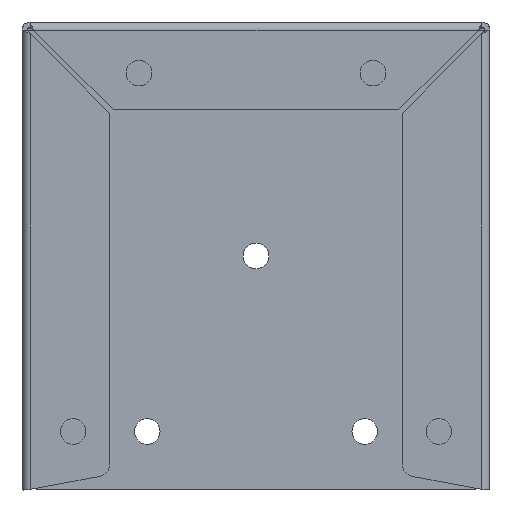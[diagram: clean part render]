
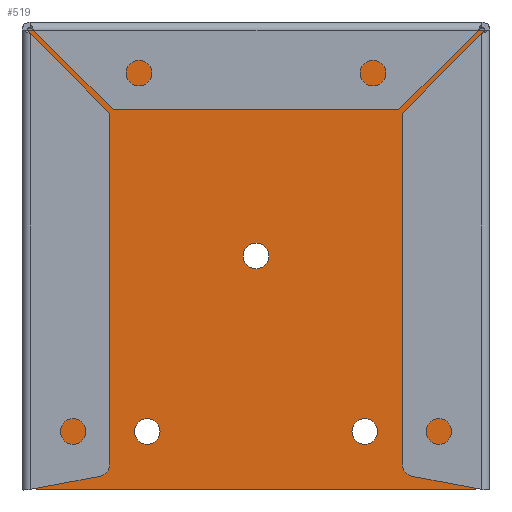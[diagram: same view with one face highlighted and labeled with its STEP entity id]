
A CAD part, front view. The second image highlights one B-rep face of the part: STEP entity #519.
In plain terms, the highlighted planar face has unit normal (0, -1, 0).
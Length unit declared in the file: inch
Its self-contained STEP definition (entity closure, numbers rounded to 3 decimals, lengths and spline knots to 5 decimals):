
#3 = ORIENTED_EDGE ( 'NONE', *, *, #448, .T. ) ;
#32 = CARTESIAN_POINT ( 'NONE',  ( 2.141, 17.81, 1.00047 ) ) ;
#48 = VECTOR ( 'NONE', #516, 39.37008 ) ;
#52 = VERTEX_POINT ( 'NONE', #2068 ) ;
#54 = VERTEX_POINT ( 'NONE', #1875 ) ;
#60 = EDGE_CURVE ( 'NONE', #2186, #337, #176, .T. ) ;
#94 = CIRCLE ( 'NONE', #1487, 0.2185 ) ;
#117 = ORIENTED_EDGE ( 'NONE', *, *, #361, .T. ) ;
#136 = ORIENTED_EDGE ( 'NONE', *, *, #2389, .T. ) ;
#162 = FACE_OUTER_BOUND ( 'NONE', #2216, .T. ) ;
#171 = CIRCLE ( 'NONE', #906, 0.22 ) ;
#176 = CIRCLE ( 'NONE', #379, 0.22 ) ;
#185 = DIRECTION ( 'NONE',  ( 0., 0., -1. ) ) ;
#204 = EDGE_CURVE ( 'NONE', #1054, #54, #2132, .T. ) ;
#211 = CIRCLE ( 'NONE', #913, 0.2185 ) ;
#246 = EDGE_CURVE ( 'NONE', #1503, #676, #2210, .T. ) ;
#275 = ORIENTED_EDGE ( 'NONE', *, *, #2475, .F. ) ;
#295 = VECTOR ( 'NONE', #945, 39.37008 ) ;
#337 = VERTEX_POINT ( 'NONE', #1369 ) ;
#342 = FACE_BOUND ( 'NONE', #2397, .T. ) ;
#346 = LINE ( 'NONE', #1714, #295 ) ;
#361 = EDGE_CURVE ( 'NONE', #52, #730, #570, .T. ) ;
#363 = DIRECTION ( 'NONE',  ( 0., 0., -1. ) ) ;
#379 = AXIS2_PLACEMENT_3D ( 'NONE', #2234, #1684, #2490 ) ;
#448 = EDGE_CURVE ( 'NONE', #54, #1054, #2264, .T. ) ;
#451 = ORIENTED_EDGE ( 'NONE', *, *, #204, .T. ) ;
#478 = ORIENTED_EDGE ( 'NONE', *, *, #246, .T. ) ;
#508 = EDGE_CURVE ( 'NONE', #676, #1503, #211, .T. ) ;
#514 = ORIENTED_EDGE ( 'NONE', *, *, #2291, .T. ) ;
#516 = DIRECTION ( 'NONE',  ( -1., 0., 0. ) ) ;
#519 = ADVANCED_FACE ( 'NONE', ( #162, #942, #1713, #342 ), #2501, .T. ) ;
#528 = ORIENTED_EDGE ( 'NONE', *, *, #2165, .T. ) ;
#538 = CARTESIAN_POINT ( 'NONE',  ( 0.09508, 17.81, 7.857 ) ) ;
#570 = LINE ( 'NONE', #2313, #614 ) ;
#595 = CARTESIAN_POINT ( 'NONE',  ( 4., 17.81, 4.21897 ) ) ;
#599 = ORIENTED_EDGE ( 'NONE', *, *, #728, .T. ) ;
#614 = VECTOR ( 'NONE', #1353, 39.37008 ) ;
#676 = VERTEX_POINT ( 'NONE', #2439 ) ;
#723 = DIRECTION ( 'NONE',  ( 0., 1., 0. ) ) ;
#728 = EDGE_CURVE ( 'NONE', #730, #739, #729, .T. ) ;
#729 = LINE ( 'NONE', #1496, #48 ) ;
#730 = VERTEX_POINT ( 'NONE', #1299 ) ;
#739 = VERTEX_POINT ( 'NONE', #538 ) ;
#767 = CARTESIAN_POINT ( 'NONE',  ( 4., 17.81, 4.00047 ) ) ;
#813 = ORIENTED_EDGE ( 'NONE', *, *, #508, .T. ) ;
#829 = VERTEX_POINT ( 'NONE', #1469 ) ;
#867 = AXIS2_PLACEMENT_3D ( 'NONE', #32, #2205, #2163 ) ;
#906 = AXIS2_PLACEMENT_3D ( 'NONE', #1296, #2457, #2072 ) ;
#913 = AXIS2_PLACEMENT_3D ( 'NONE', #1511, #2288, #1313 ) ;
#942 = FACE_BOUND ( 'NONE', #2392, .T. ) ;
#945 = DIRECTION ( 'NONE',  ( 0., 0., 1. ) ) ;
#1046 = CARTESIAN_POINT ( 'NONE',  ( 5.859, 17.81, 0.78197 ) ) ;
#1054 = VERTEX_POINT ( 'NONE', #595 ) ;
#1137 = CARTESIAN_POINT ( 'NONE',  ( 4., 17.81, 4.00047 ) ) ;
#1146 = DIRECTION ( 'NONE',  ( 0., 0., -1. ) ) ;
#1169 = LINE ( 'NONE', #2496, #2377 ) ;
#1236 = AXIS2_PLACEMENT_3D ( 'NONE', #767, #1887, #2108 ) ;
#1282 = AXIS2_PLACEMENT_3D ( 'NONE', #1137, #1736, #1146 ) ;
#1296 = CARTESIAN_POINT ( 'NONE',  ( 7.68492, 17.81, 0.22047 ) ) ;
#1299 = CARTESIAN_POINT ( 'NONE',  ( 7.90492, 17.81, 7.857 ) ) ;
#1313 = DIRECTION ( 'NONE',  ( 0., 0., -1. ) ) ;
#1353 = DIRECTION ( 'NONE',  ( 0., 0., 1. ) ) ;
#1369 = CARTESIAN_POINT ( 'NONE',  ( 0.31508, 17.81, 0.00047 ) ) ;
#1460 = EDGE_LOOP ( 'NONE', ( #478, #813 ) ) ;
#1469 = CARTESIAN_POINT ( 'NONE',  ( 7.68492, 17.81, 0.00047 ) ) ;
#1487 = AXIS2_PLACEMENT_3D ( 'NONE', #2250, #723, #1703 ) ;
#1496 = CARTESIAN_POINT ( 'NONE',  ( 0.143, 17.81, 7.857 ) ) ;
#1503 = VERTEX_POINT ( 'NONE', #1046 ) ;
#1511 = CARTESIAN_POINT ( 'NONE',  ( 5.859, 17.81, 1.00047 ) ) ;
#1526 = CARTESIAN_POINT ( 'NONE',  ( 0.09508, 17.81, 0.22047 ) ) ;
#1534 = DIRECTION ( 'NONE',  ( 0., -1., 0. ) ) ;
#1582 = CARTESIAN_POINT ( 'NONE',  ( 5.859, 17.81, 1.00047 ) ) ;
#1601 = AXIS2_PLACEMENT_3D ( 'NONE', #1582, #2150, #185 ) ;
#1684 = DIRECTION ( 'NONE',  ( 0., -1., 0. ) ) ;
#1703 = DIRECTION ( 'NONE',  ( 0., 0., -1. ) ) ;
#1713 = FACE_BOUND ( 'NONE', #1460, .T. ) ;
#1714 = CARTESIAN_POINT ( 'NONE',  ( 0.09508, 17.81, 47.37008 ) ) ;
#1720 = CARTESIAN_POINT ( 'NONE',  ( 7.857, 17.81, 7.91447 ) ) ;
#1736 = DIRECTION ( 'NONE',  ( 0., 1., 0. ) ) ;
#1763 = CARTESIAN_POINT ( 'NONE',  ( 2.141, 17.81, 0.78197 ) ) ;
#1819 = VERTEX_POINT ( 'NONE', #1763 ) ;
#1875 = CARTESIAN_POINT ( 'NONE',  ( 4., 17.81, 3.78197 ) ) ;
#1887 = DIRECTION ( 'NONE',  ( 0., 1., 0. ) ) ;
#1899 = ORIENTED_EDGE ( 'NONE', *, *, #60, .T. ) ;
#1997 = EDGE_CURVE ( 'NONE', #829, #52, #171, .T. ) ;
#2068 = CARTESIAN_POINT ( 'NONE',  ( 7.90492, 17.81, 0.22047 ) ) ;
#2072 = DIRECTION ( 'NONE',  ( 0., 0., 1. ) ) ;
#2108 = DIRECTION ( 'NONE',  ( 0., 0., -1. ) ) ;
#2132 = CIRCLE ( 'NONE', #1282, 0.2185 ) ;
#2133 = DIRECTION ( 'NONE',  ( 1., 0., 0. ) ) ;
#2134 = AXIS2_PLACEMENT_3D ( 'NONE', #1720, #1534, #363 ) ;
#2145 = CARTESIAN_POINT ( 'NONE',  ( 2.141, 17.81, 1.21897 ) ) ;
#2150 = DIRECTION ( 'NONE',  ( 0., 1., 0. ) ) ;
#2163 = DIRECTION ( 'NONE',  ( 0., 0., -1. ) ) ;
#2165 = EDGE_CURVE ( 'NONE', #337, #829, #1169, .T. ) ;
#2174 = VERTEX_POINT ( 'NONE', #2145 ) ;
#2186 = VERTEX_POINT ( 'NONE', #1526 ) ;
#2205 = DIRECTION ( 'NONE',  ( 0., 1., 0. ) ) ;
#2210 = CIRCLE ( 'NONE', #1601, 0.2185 ) ;
#2216 = EDGE_LOOP ( 'NONE', ( #275, #1899, #528, #2324, #117, #599 ) ) ;
#2234 = CARTESIAN_POINT ( 'NONE',  ( 0.31508, 17.81, 0.22047 ) ) ;
#2250 = CARTESIAN_POINT ( 'NONE',  ( 2.141, 17.81, 1.00047 ) ) ;
#2264 = CIRCLE ( 'NONE', #1236, 0.2185 ) ;
#2288 = DIRECTION ( 'NONE',  ( 0., 1., 0. ) ) ;
#2291 = EDGE_CURVE ( 'NONE', #1819, #2174, #2506, .T. ) ;
#2313 = CARTESIAN_POINT ( 'NONE',  ( 7.90492, 17.81, 47.37008 ) ) ;
#2324 = ORIENTED_EDGE ( 'NONE', *, *, #1997, .T. ) ;
#2377 = VECTOR ( 'NONE', #2133, 39.37008 ) ;
#2389 = EDGE_CURVE ( 'NONE', #2174, #1819, #94, .T. ) ;
#2392 = EDGE_LOOP ( 'NONE', ( #514, #136 ) ) ;
#2397 = EDGE_LOOP ( 'NONE', ( #3, #451 ) ) ;
#2439 = CARTESIAN_POINT ( 'NONE',  ( 5.859, 17.81, 1.21897 ) ) ;
#2457 = DIRECTION ( 'NONE',  ( 0., -1., 0. ) ) ;
#2475 = EDGE_CURVE ( 'NONE', #2186, #739, #346, .T. ) ;
#2490 = DIRECTION ( 'NONE',  ( 1., 0., 0. ) ) ;
#2496 = CARTESIAN_POINT ( 'NONE',  ( 7.857, 17.81, 0.00047 ) ) ;
#2501 = PLANE ( 'NONE',  #2134 ) ;
#2506 = CIRCLE ( 'NONE', #867, 0.2185 ) ;
